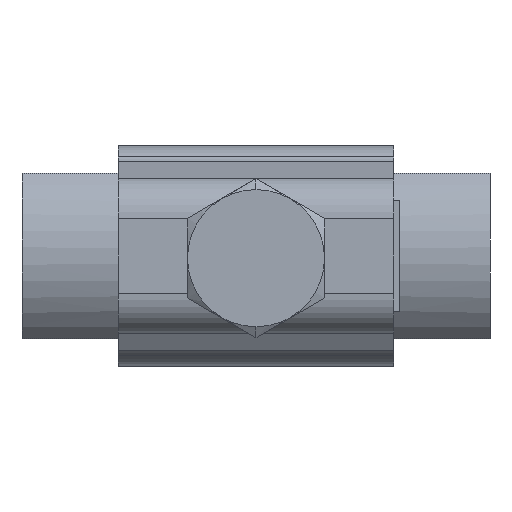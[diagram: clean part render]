
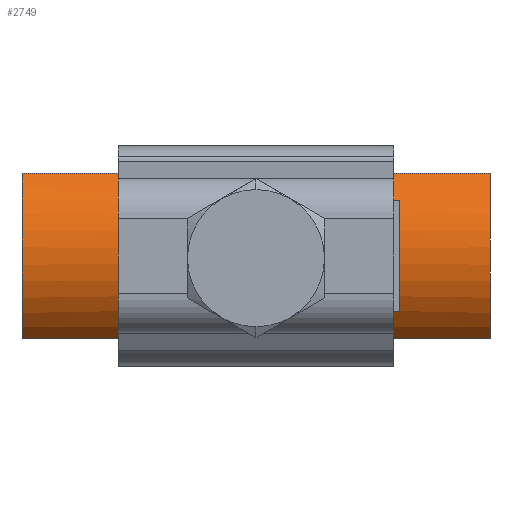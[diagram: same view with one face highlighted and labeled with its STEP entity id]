
A CAD part, front view. The second image highlights one B-rep face of the part: STEP entity #2749.
In plain terms, the highlighted cylindrical face has radius 7.75 mm (diameter 15.5 mm), a partial arc.
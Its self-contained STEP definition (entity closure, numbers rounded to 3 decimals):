
#2520=CARTESIAN_POINT('',(0.,-5.,-17.));
#2521=DIRECTION('',(0.,0.,1.));
#2522=DIRECTION('',(0.774,0.633,0.));
#2523=AXIS2_PLACEMENT_3D('',#2520,#2521,#2522);
#2533=DIRECTION('',(0.,0.,1.));
#2534=VECTOR('',#2533,34.);
#2535=CARTESIAN_POINT('',(-6.,-0.095,-17.));
#2536=LINE('',#2535,#2534);
#2537=DIRECTION('',(0.,0.,1.));
#2538=VECTOR('',#2537,34.);
#2539=CARTESIAN_POINT('',(6.,-0.095,-17.));
#2540=LINE('',#2539,#2538);
#2541=CARTESIAN_POINT('',(0.,-5.,10.39));
#2542=DIRECTION('',(0.,0.,1.));
#2543=DIRECTION('',(0.516,0.857,0.));
#2544=AXIS2_PLACEMENT_3D('',#2541,#2542,#2543);
#2546=DIRECTION('',(0.,0.,1.));
#2547=VECTOR('',#2546,20.);
#2548=CARTESIAN_POINT('',(4.,1.638,-9.61));
#2549=LINE('',#2548,#2547);
#2550=CARTESIAN_POINT('',(0.,-5.,-9.61));
#2551=DIRECTION('',(0.,0.,1.));
#2552=DIRECTION('',(0.516,0.857,0.));
#2553=AXIS2_PLACEMENT_3D('',#2550,#2551,#2552);
#2555=DIRECTION('',(0.,0.,1.));
#2556=VECTOR('',#2555,20.);
#2557=CARTESIAN_POINT('',(-4.,1.638,-9.61));
#2558=LINE('',#2557,#2556);
#2572=CARTESIAN_POINT('',(0.,-5.,17.));
#2573=DIRECTION('',(0.,0.,1.));
#2574=DIRECTION('',(0.774,0.633,0.));
#2575=AXIS2_PLACEMENT_3D('',#2572,#2573,#2574);
#2645=CARTESIAN_POINT('',(6.,-0.095,-17.));
#2646=VERTEX_POINT('',#2645);
#2647=CARTESIAN_POINT('',(-6.,-0.095,-17.));
#2648=VERTEX_POINT('',#2647);
#2653=CARTESIAN_POINT('',(6.,-0.095,17.));
#2654=VERTEX_POINT('',#2653);
#2655=CARTESIAN_POINT('',(-6.,-0.095,17.));
#2656=VERTEX_POINT('',#2655);
#2665=CARTESIAN_POINT('',(4.,1.638,10.39));
#2666=CARTESIAN_POINT('',(-4.,1.638,10.39));
#2667=VERTEX_POINT('',#2665);
#2668=VERTEX_POINT('',#2666);
#2669=CARTESIAN_POINT('',(-4.,1.638,-9.61));
#2670=VERTEX_POINT('',#2669);
#2671=CARTESIAN_POINT('',(4.,1.638,-9.61));
#2672=VERTEX_POINT('',#2671);
#2726=CARTESIAN_POINT('',(0.,-5.,-17.));
#2727=DIRECTION('',(0.,0.,1.));
#2728=DIRECTION('',(1.,0.,0.));
#2729=AXIS2_PLACEMENT_3D('',#2726,#2727,#2728);
#2730=CYLINDRICAL_SURFACE('',#2729,7.75);
#2731=ORIENTED_EDGE('',*,*,#2690,.F.);
#2733=ORIENTED_EDGE('',*,*,#2732,.T.);
#2735=ORIENTED_EDGE('',*,*,#2734,.T.);
#2736=ORIENTED_EDGE('',*,*,#2718,.F.);
#2737=EDGE_LOOP('',(#2731,#2733,#2735,#2736));
#2738=FACE_OUTER_BOUND('',#2737,.F.);
#2740=ORIENTED_EDGE('',*,*,#2739,.F.);
#2742=ORIENTED_EDGE('',*,*,#2741,.F.);
#2744=ORIENTED_EDGE('',*,*,#2743,.T.);
#2746=ORIENTED_EDGE('',*,*,#2745,.T.);
#2747=EDGE_LOOP('',(#2740,#2742,#2744,#2746));
#2748=FACE_BOUND('',#2747,.F.);
#2749=ADVANCED_FACE('',(#2738,#2748),#2730,.T.);
#2524=CIRCLE('',#2523,7.75);
#2545=CIRCLE('',#2544,7.75);
#2554=CIRCLE('',#2553,7.75);
#2576=CIRCLE('',#2575,7.75);
#2690=EDGE_CURVE('',#2646,#2648,#2524,.T.);
#2718=EDGE_CURVE('',#2648,#2656,#2536,.T.);
#2732=EDGE_CURVE('',#2646,#2654,#2540,.T.);
#2734=EDGE_CURVE('',#2654,#2656,#2576,.T.);
#2739=EDGE_CURVE('',#2667,#2668,#2545,.T.);
#2741=EDGE_CURVE('',#2672,#2667,#2549,.T.);
#2743=EDGE_CURVE('',#2672,#2670,#2554,.T.);
#2745=EDGE_CURVE('',#2670,#2668,#2558,.T.);
